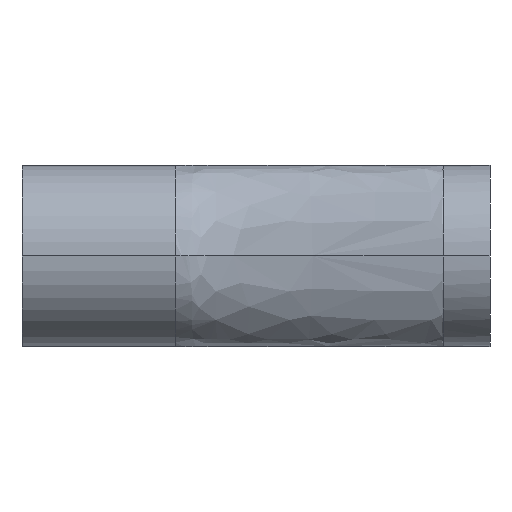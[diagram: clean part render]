
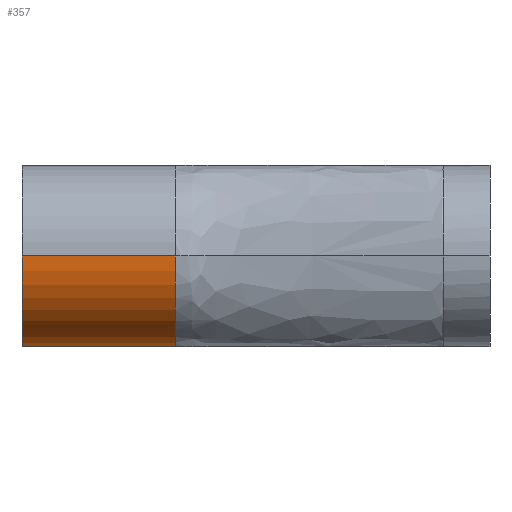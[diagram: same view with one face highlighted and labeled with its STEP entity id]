
A CAD part, front view. The second image highlights one B-rep face of the part: STEP entity #357.
In plain terms, the highlighted free-form (B-spline) face has degree [3, 1] with [7, 2] control points.
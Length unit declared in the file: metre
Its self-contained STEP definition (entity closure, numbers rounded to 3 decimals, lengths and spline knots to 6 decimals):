
#26=LINE('',#1609,#38);
#27=LINE('',#1615,#39);
#38=VECTOR('',#398,0.01);
#39=VECTOR('',#399,0.01);
#58=FACE_OUTER_BOUND('',#81,.T.);
#81=EDGE_LOOP('',(#293,#294,#295,#296));
#114=B_SPLINE_CURVE_WITH_KNOTS('',3,(#1417,#1418,#1419,#1420,#1421,#1422,
#1423),.UNSPECIFIED.,.F.,.F.,(4,3,4),(0.,1.,2.),.UNSPECIFIED.);
#118=B_SPLINE_CURVE_WITH_KNOTS('',3,(#1611,#1612,#1613,#1614),
 .UNSPECIFIED.,.F.,.F.,(4,4),(0.,128.),.UNSPECIFIED.);
#153=VERTEX_POINT('',#1343);
#154=VERTEX_POINT('',#1416);
#155=VERTEX_POINT('',#1608);
#156=VERTEX_POINT('',#1610);
#205=EDGE_CURVE('',#154,#153,#114,.T.);
#209=EDGE_CURVE('',#155,#153,#26,.T.);
#210=EDGE_CURVE('',#156,#155,#118,.T.);
#211=EDGE_CURVE('',#154,#156,#27,.T.);
#293=ORIENTED_EDGE('',*,*,#209,.F.);
#294=ORIENTED_EDGE('',*,*,#210,.F.);
#295=ORIENTED_EDGE('',*,*,#211,.F.);
#296=ORIENTED_EDGE('',*,*,#205,.T.);
#337=B_SPLINE_SURFACE_WITH_KNOTS('',3,1,((#1594,#1595),(#1596,#1597),(#1598,
#1599),(#1600,#1601),(#1602,#1603),(#1604,#1605),(#1606,#1607)),
 .UNSPECIFIED.,.F.,.F.,.F.,(4,3,4),(2,2),(0.,1.,2.),(0.,7.894737),
 .UNSPECIFIED.);
#357=ADVANCED_FACE('',(#58),#337,.T.);
#398=DIRECTION('',(1.,0.,0.));
#399=DIRECTION('',(-1.,0.,0.));
#1343=CARTESIAN_POINT('',(0.167123,-0.131579,0.0072));
#1416=CARTESIAN_POINT('',(0.167123,-0.170486,0.046107));
#1417=CARTESIAN_POINT('Ctrl Pts',(0.167123,-0.170486,
0.046107));
#1418=CARTESIAN_POINT('Ctrl Pts',(0.167123,-0.170486,
0.03537));
#1419=CARTESIAN_POINT('Ctrl Pts',(0.167123,-0.166128,
0.025643));
#1420=CARTESIAN_POINT('Ctrl Pts',(0.167123,-0.159085,
0.018601));
#1421=CARTESIAN_POINT('Ctrl Pts',(0.167123,-0.152042,
0.011558));
#1422=CARTESIAN_POINT('Ctrl Pts',(0.167123,-0.142316,
0.0072));
#1423=CARTESIAN_POINT('Ctrl Pts',(0.167123,-0.131579,
0.0072));
#1594=CARTESIAN_POINT('Ctrl Pts',(0.167123,-0.170486,
0.046107));
#1595=CARTESIAN_POINT('Ctrl Pts',(0.088175,-0.170486,
0.046107));
#1596=CARTESIAN_POINT('Ctrl Pts',(0.167123,-0.170486,
0.03537));
#1597=CARTESIAN_POINT('Ctrl Pts',(0.088175,-0.170486,
0.03537));
#1598=CARTESIAN_POINT('Ctrl Pts',(0.167123,-0.166128,
0.025643));
#1599=CARTESIAN_POINT('Ctrl Pts',(0.088175,-0.166128,
0.025643));
#1600=CARTESIAN_POINT('Ctrl Pts',(0.167123,-0.159085,
0.018601));
#1601=CARTESIAN_POINT('Ctrl Pts',(0.088175,-0.159085,
0.018601));
#1602=CARTESIAN_POINT('Ctrl Pts',(0.167123,-0.152042,
0.011558));
#1603=CARTESIAN_POINT('Ctrl Pts',(0.088175,-0.152042,
0.011558));
#1604=CARTESIAN_POINT('Ctrl Pts',(0.167123,-0.142316,
0.0072));
#1605=CARTESIAN_POINT('Ctrl Pts',(0.088175,-0.142316,
0.0072));
#1606=CARTESIAN_POINT('Ctrl Pts',(0.167123,-0.131579,
0.0072));
#1607=CARTESIAN_POINT('Ctrl Pts',(0.088175,-0.131579,
0.0072));
#1608=CARTESIAN_POINT('',(0.101333,-0.131579,0.0072));
#1609=CARTESIAN_POINT('',(0.101333,-0.131579,0.0072));
#1610=CARTESIAN_POINT('',(0.101333,-0.170486,0.046107));
#1611=CARTESIAN_POINT('Ctrl Pts',(0.101333,-0.170486,
0.046107));
#1612=CARTESIAN_POINT('Ctrl Pts',(0.101333,-0.170486,
0.024633));
#1613=CARTESIAN_POINT('Ctrl Pts',(0.101333,-0.153052,
0.0072));
#1614=CARTESIAN_POINT('Ctrl Pts',(0.101333,-0.131579,
0.0072));
#1615=CARTESIAN_POINT('',(0.167123,-0.170486,0.046107));
